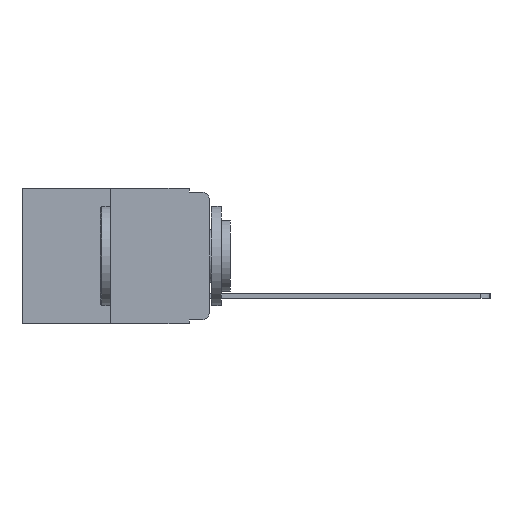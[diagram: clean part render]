
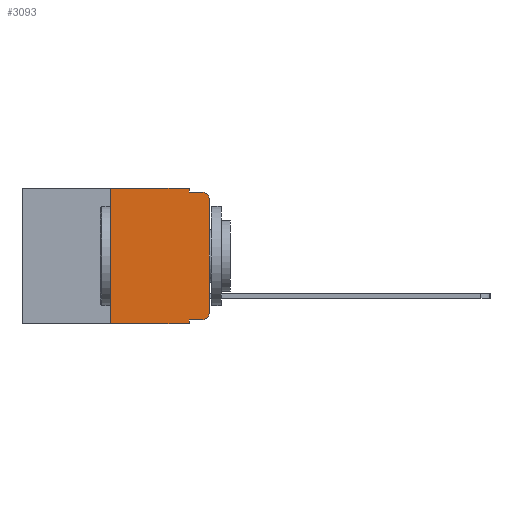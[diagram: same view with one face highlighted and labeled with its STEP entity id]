
A CAD part, left-side view. The second image highlights one B-rep face of the part: STEP entity #3093.
In plain terms, the highlighted planar face has unit normal (-1, 0, 0).
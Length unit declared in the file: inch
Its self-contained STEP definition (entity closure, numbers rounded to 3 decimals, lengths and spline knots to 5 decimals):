
#268 = CARTESIAN_POINT ( 'NONE',  ( 0., 0.051, -0.333 ) ) ;
#1026 = LINE ( 'NONE', #11601, #15942 ) ;
#1115 = VERTEX_POINT ( 'NONE', #15114 ) ;
#1131 = CARTESIAN_POINT ( 'NONE',  ( 0., 0.051, 0. ) ) ;
#1302 = CARTESIAN_POINT ( 'NONE',  ( 0., 0., 0. ) ) ;
#1585 = FACE_OUTER_BOUND ( 'NONE', #10029, .T. ) ;
#1658 = CARTESIAN_POINT ( 'NONE',  ( 0., 0.473, -0.343 ) ) ;
#2018 = CARTESIAN_POINT ( 'NONE',  ( 0., 0., -0.03 ) ) ;
#2111 = VERTEX_POINT ( 'NONE', #2018 ) ;
#2516 = VERTEX_POINT ( 'NONE', #11411 ) ;
#2574 = VECTOR ( 'NONE', #13112, 39.37008 ) ;
#2834 = EDGE_CURVE ( 'NONE', #2111, #1115, #10801, .T. ) ;
#2879 = VECTOR ( 'NONE', #7683, 39.37008 ) ;
#3093 = ADVANCED_FACE ( 'NONE', ( #1585 ), #11806, .F. ) ;
#3363 = DIRECTION ( 'NONE',  ( 0., -1., 0. ) ) ;
#3961 = VECTOR ( 'NONE', #13263, 39.37008 ) ;
#4320 = EDGE_CURVE ( 'NONE', #13013, #8065, #10809, .T. ) ;
#4351 = CARTESIAN_POINT ( 'NONE',  ( 0., 0.473, 0. ) ) ;
#4395 = VECTOR ( 'NONE', #19027, 39.37008 ) ;
#4440 = LINE ( 'NONE', #11818, #3961 ) ;
#5328 = CARTESIAN_POINT ( 'NONE',  ( 0., 0.25, 0. ) ) ;
#5356 = LINE ( 'NONE', #1302, #13128 ) ;
#5460 = EDGE_CURVE ( 'NONE', #8065, #2516, #14371, .T. ) ;
#5783 = ORIENTED_EDGE ( 'NONE', *, *, #8573, .F. ) ;
#5955 = CARTESIAN_POINT ( 'NONE',  ( 0., 0.02, -0.313 ) ) ;
#5958 = VERTEX_POINT ( 'NONE', #9778 ) ;
#6133 = CARTESIAN_POINT ( 'NONE',  ( 0., 0.051, -0.343 ) ) ;
#7158 = CARTESIAN_POINT ( 'NONE',  ( 0., 0.02, -0.03 ) ) ;
#7459 = DIRECTION ( 'NONE',  ( 0., 0., -1. ) ) ;
#7683 = DIRECTION ( 'NONE',  ( 0., -1., 0. ) ) ;
#7776 = CARTESIAN_POINT ( 'NONE',  ( 0., 0.473, 0. ) ) ;
#7942 = VECTOR ( 'NONE', #7972, 39.37008 ) ;
#7972 = DIRECTION ( 'NONE',  ( 0., -1., 0. ) ) ;
#8065 = VERTEX_POINT ( 'NONE', #9331 ) ;
#8094 = EDGE_CURVE ( 'NONE', #16954, #9140, #13147, .T. ) ;
#8127 = ORIENTED_EDGE ( 'NONE', *, *, #8094, .T. ) ;
#8199 = VECTOR ( 'NONE', #3363, 39.37008 ) ;
#8390 = LINE ( 'NONE', #8997, #4395 ) ;
#8548 = EDGE_CURVE ( 'NONE', #18757, #2111, #5356, .T. ) ;
#8573 = EDGE_CURVE ( 'NONE', #5958, #13013, #8390, .T. ) ;
#8939 = DIRECTION ( 'NONE',  ( 0., 0., 1. ) ) ;
#8997 = CARTESIAN_POINT ( 'NONE',  ( 0., 0.25, 0. ) ) ;
#9140 = VERTEX_POINT ( 'NONE', #14491 ) ;
#9277 = ORIENTED_EDGE ( 'NONE', *, *, #4320, .F. ) ;
#9331 = CARTESIAN_POINT ( 'NONE',  ( 0., 0.051, 0. ) ) ;
#9697 = CARTESIAN_POINT ( 'NONE',  ( 0., 0.051, -0.333 ) ) ;
#9778 = CARTESIAN_POINT ( 'NONE',  ( 0., 0.25, -0.343 ) ) ;
#10029 = EDGE_LOOP ( 'NONE', ( #10384, #18022, #11273, #12162, #9277, #5783, #10610, #11052, #8127, #15821 ) ) ;
#10384 = ORIENTED_EDGE ( 'NONE', *, *, #8548, .T. ) ;
#10505 = CARTESIAN_POINT ( 'NONE',  ( 0., 0., -0.313 ) ) ;
#10610 = ORIENTED_EDGE ( 'NONE', *, *, #14413, .T. ) ;
#10766 = AXIS2_PLACEMENT_3D ( 'NONE', #4351, #18745, #18723 ) ;
#10801 = CIRCLE ( 'NONE', #13414, 0.02 ) ;
#10809 = LINE ( 'NONE', #7776, #2879 ) ;
#10848 = DIRECTION ( 'NONE',  ( 0., 0., -1. ) ) ;
#10865 = DIRECTION ( 'NONE',  ( -1., 0., 0. ) ) ;
#11052 = ORIENTED_EDGE ( 'NONE', *, *, #17610, .F. ) ;
#11273 = ORIENTED_EDGE ( 'NONE', *, *, #18696, .F. ) ;
#11411 = CARTESIAN_POINT ( 'NONE',  ( 0., 0.051, -0.01 ) ) ;
#11601 = CARTESIAN_POINT ( 'NONE',  ( 0., 0.051, 0. ) ) ;
#11806 = PLANE ( 'NONE',  #10766 ) ;
#11818 = CARTESIAN_POINT ( 'NONE',  ( 0., 0.051, -0.01 ) ) ;
#12024 = LINE ( 'NONE', #1658, #8199 ) ;
#12162 = ORIENTED_EDGE ( 'NONE', *, *, #5460, .F. ) ;
#12790 = VERTEX_POINT ( 'NONE', #6133 ) ;
#13013 = VERTEX_POINT ( 'NONE', #5328 ) ;
#13061 = DIRECTION ( 'NONE',  ( 0., 0., -1. ) ) ;
#13112 = DIRECTION ( 'NONE',  ( 0., 0., -1. ) ) ;
#13128 = VECTOR ( 'NONE', #8939, 39.37008 ) ;
#13147 = LINE ( 'NONE', #268, #7942 ) ;
#13263 = DIRECTION ( 'NONE',  ( 0., -1., 0. ) ) ;
#13414 = AXIS2_PLACEMENT_3D ( 'NONE', #7158, #10865, #10848 ) ;
#14371 = LINE ( 'NONE', #1131, #2574 ) ;
#14413 = EDGE_CURVE ( 'NONE', #5958, #12790, #12024, .T. ) ;
#14491 = CARTESIAN_POINT ( 'NONE',  ( 0., 0.02, -0.333 ) ) ;
#14640 = AXIS2_PLACEMENT_3D ( 'NONE', #5955, #16145, #7459 ) ;
#15114 = CARTESIAN_POINT ( 'NONE',  ( 0., 0.02, -0.01 ) ) ;
#15821 = ORIENTED_EDGE ( 'NONE', *, *, #16602, .T. ) ;
#15942 = VECTOR ( 'NONE', #13061, 39.37008 ) ;
#16145 = DIRECTION ( 'NONE',  ( -1., 0., 0. ) ) ;
#16602 = EDGE_CURVE ( 'NONE', #9140, #18757, #16708, .T. ) ;
#16708 = CIRCLE ( 'NONE', #14640, 0.02 ) ;
#16954 = VERTEX_POINT ( 'NONE', #9697 ) ;
#17610 = EDGE_CURVE ( 'NONE', #16954, #12790, #1026, .T. ) ;
#18022 = ORIENTED_EDGE ( 'NONE', *, *, #2834, .T. ) ;
#18696 = EDGE_CURVE ( 'NONE', #2516, #1115, #4440, .T. ) ;
#18723 = DIRECTION ( 'NONE',  ( 0., 0., -1. ) ) ;
#18745 = DIRECTION ( 'NONE',  ( 1., 0., 0. ) ) ;
#18757 = VERTEX_POINT ( 'NONE', #10505 ) ;
#19027 = DIRECTION ( 'NONE',  ( 0., 0., 1. ) ) ;
